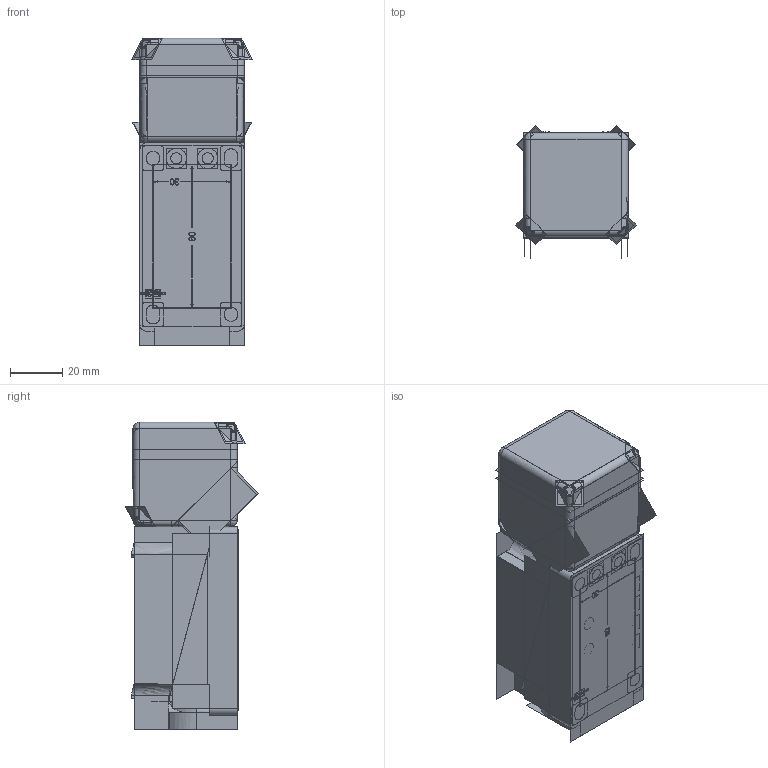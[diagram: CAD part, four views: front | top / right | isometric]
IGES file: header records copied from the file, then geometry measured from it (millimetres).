
Start section:  PTC IGES file: dm_dde0760_140428_asm.igs
Global section: file name: dm_dde0760_140428_asm.igs; native system: Pro/ENGINEER by Parametric Technology Corporation; preprocessor: 2006420; author: IndustrieHansa; organization: Unknown; date: 20080816.105750; units: millimetre
Bounding box: 46.25 x 51.2 x 118.18 mm (x, y, z)
Volume: 164682.5 mm3; surface area: 223137.5 mm2
Topology: 15 solids, 16 shells, 1722 faces, 8327 edges, 10054 vertices
Faces by surface type: bspline 1722
